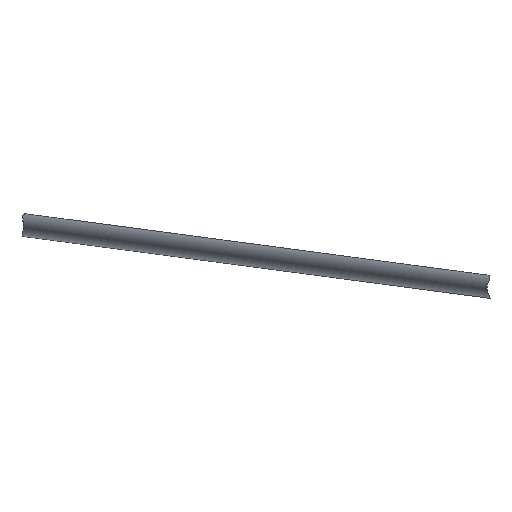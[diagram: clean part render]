
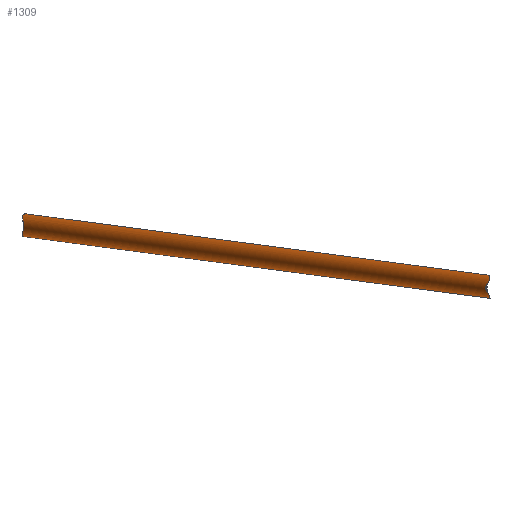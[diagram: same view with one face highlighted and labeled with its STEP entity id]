
A CAD part, left-side view. The second image highlights one B-rep face of the part: STEP entity #1309.
In plain terms, the highlighted cylindrical face has radius 10 mm (diameter 20 mm), a partial arc.
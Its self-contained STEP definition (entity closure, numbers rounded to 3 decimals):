
#761=CARTESIAN_POINT('Vertex',(-672.156,140.621,-68.265)) ;
#765=CARTESIAN_POINT('Control Point',(-672.156,140.621,-68.265)) ;
#766=CARTESIAN_POINT('Control Point',(-672.296,141.339,-68.249)) ;
#767=CARTESIAN_POINT('Control Point',(-672.374,142.064,-68.158)) ;
#768=CARTESIAN_POINT('Control Point',(-672.407,142.777,-68.007)) ;
#769=CARTESIAN_POINT('Vertex',(-672.407,142.777,-68.007)) ;
#884=CARTESIAN_POINT('Vertex',(-680.625,142.689,-50.674)) ;
#917=CARTESIAN_POINT('Control Point',(-680.625,142.689,-50.674)) ;
#918=CARTESIAN_POINT('Control Point',(-681.582,142.633,-51.059)) ;
#919=CARTESIAN_POINT('Control Point',(-682.525,142.567,-51.478)) ;
#920=CARTESIAN_POINT('Control Point',(-683.45,142.493,-51.933)) ;
#921=CARTESIAN_POINT('Control Point',(-684.862,142.367,-52.708)) ;
#922=CARTESIAN_POINT('Control Point',(-686.195,142.234,-53.609)) ;
#923=CARTESIAN_POINT('Control Point',(-686.662,142.186,-53.951)) ;
#924=CARTESIAN_POINT('Control Point',(-687.587,142.086,-54.694)) ;
#925=CARTESIAN_POINT('Control Point',(-688.422,141.99,-55.537)) ;
#926=CARTESIAN_POINT('Control Point',(-688.819,141.943,-55.999)) ;
#927=CARTESIAN_POINT('Control Point',(-689.418,141.869,-56.837)) ;
#928=CARTESIAN_POINT('Control Point',(-689.834,141.814,-57.775)) ;
#929=CARTESIAN_POINT('Control Point',(-689.966,141.795,-58.174)) ;
#930=CARTESIAN_POINT('Control Point',(-690.133,141.769,-58.987)) ;
#931=CARTESIAN_POINT('Control Point',(-690.095,141.766,-59.815)) ;
#932=CARTESIAN_POINT('Control Point',(-690.023,141.771,-60.218)) ;
#933=CARTESIAN_POINT('Control Point',(-689.789,141.791,-60.968)) ;
#934=CARTESIAN_POINT('Control Point',(-689.406,141.829,-61.652)) ;
#935=CARTESIAN_POINT('Control Point',(-689.193,141.85,-61.963)) ;
#936=CARTESIAN_POINT('Control Point',(-688.478,141.923,-62.856)) ;
#937=CARTESIAN_POINT('Control Point',(-687.599,142.012,-63.598)) ;
#938=CARTESIAN_POINT('Control Point',(-686.968,142.076,-64.04)) ;
#939=CARTESIAN_POINT('Control Point',(-685.664,142.203,-64.826)) ;
#940=CARTESIAN_POINT('Control Point',(-684.281,142.329,-65.462)) ;
#941=CARTESIAN_POINT('Control Point',(-683.583,142.39,-65.747)) ;
#942=CARTESIAN_POINT('Control Point',(-681.01,142.602,-66.688)) ;
#943=CARTESIAN_POINT('Control Point',(-678.331,142.768,-67.319)) ;
#944=CARTESIAN_POINT('Control Point',(-676.372,142.846,-67.662)) ;
#945=CARTESIAN_POINT('Control Point',(-674.391,142.868,-67.9)) ;
#946=CARTESIAN_POINT('Control Point',(-672.407,142.777,-68.007)) ;
#978=CARTESIAN_POINT('Control Point',(-680.625,142.689,-50.674)) ;
#979=CARTESIAN_POINT('Control Point',(-679.265,142.047,-49.677)) ;
#980=CARTESIAN_POINT('Control Point',(-677.589,141.564,-49.02)) ;
#981=CARTESIAN_POINT('Control Point',(-675.881,141.175,-48.589)) ;
#982=CARTESIAN_POINT('Control Point',(-674.117,140.835,-48.327)) ;
#983=CARTESIAN_POINT('Control Point',(-672.344,140.512,-48.236)) ;
#984=CARTESIAN_POINT('Vertex',(-672.344,140.512,-48.236)) ;
#1136=CARTESIAN_POINT('Line Origine',(-1025.793,-64.667,-95.478)) ;
#1140=CARTESIAN_POINT('Vertex',(-1372.488,-265.925,-122.156)) ;
#1143=CARTESIAN_POINT('Line Origine',(-1026.942,-65.333,-75.522)) ;
#1147=CARTESIAN_POINT('Vertex',(-1371.824,-265.539,-102.061)) ;
#1230=CARTESIAN_POINT('Vertex',(-1388.771,-265.424,-107.953)) ;
#1232=CARTESIAN_POINT('Vertex',(-1387.939,-265.424,-118.758)) ;
#1236=CARTESIAN_POINT('Control Point',(-1372.488,-265.925,-122.156)) ;
#1237=CARTESIAN_POINT('Control Point',(-1373.472,-266.083,-122.218)) ;
#1238=CARTESIAN_POINT('Control Point',(-1374.459,-266.224,-122.264)) ;
#1239=CARTESIAN_POINT('Control Point',(-1375.449,-266.346,-122.29)) ;
#1240=CARTESIAN_POINT('Control Point',(-1377.487,-266.549,-122.295)) ;
#1241=CARTESIAN_POINT('Control Point',(-1379.529,-266.631,-122.168)) ;
#1242=CARTESIAN_POINT('Control Point',(-1380.576,-266.637,-122.059)) ;
#1243=CARTESIAN_POINT('Control Point',(-1382.849,-266.549,-121.691)) ;
#1244=CARTESIAN_POINT('Control Point',(-1385.01,-266.233,-120.943)) ;
#1245=CARTESIAN_POINT('Control Point',(-1386.126,-265.988,-120.39)) ;
#1246=CARTESIAN_POINT('Control Point',(-1387.114,-265.699,-119.652)) ;
#1247=CARTESIAN_POINT('Control Point',(-1387.939,-265.424,-118.758)) ;
#1250=CARTESIAN_POINT('Control Point',(-1388.771,-265.424,-107.953)) ;
#1251=CARTESIAN_POINT('Control Point',(-1388.32,-265.607,-107.282)) ;
#1252=CARTESIAN_POINT('Control Point',(-1387.787,-265.796,-106.667)) ;
#1253=CARTESIAN_POINT('Control Point',(-1387.181,-265.975,-106.12)) ;
#1254=CARTESIAN_POINT('Control Point',(-1385.495,-266.372,-104.89)) ;
#1255=CARTESIAN_POINT('Control Point',(-1383.545,-266.591,-104.044)) ;
#1256=CARTESIAN_POINT('Control Point',(-1382.306,-266.643,-103.64)) ;
#1257=CARTESIAN_POINT('Control Point',(-1379.484,-266.617,-102.909)) ;
#1258=CARTESIAN_POINT('Control Point',(-1376.611,-266.327,-102.481)) ;
#1259=CARTESIAN_POINT('Control Point',(-1375.012,-266.105,-102.3)) ;
#1260=CARTESIAN_POINT('Control Point',(-1373.416,-265.84,-102.163)) ;
#1261=CARTESIAN_POINT('Control Point',(-1371.824,-265.539,-102.061)) ;
#1274=CARTESIAN_POINT('Axis2P3D Location',(-1026.368,-65.,-85.5)) ;
#1280=CARTESIAN_POINT('Control Point',(-1387.939,-265.424,-118.758)) ;
#1281=CARTESIAN_POINT('Control Point',(-1387.701,-264.955,-118.318)) ;
#1282=CARTESIAN_POINT('Control Point',(-1387.48,-264.509,-117.843)) ;
#1283=CARTESIAN_POINT('Control Point',(-1387.28,-264.094,-117.329)) ;
#1284=CARTESIAN_POINT('Control Point',(-1386.993,-263.475,-116.402)) ;
#1285=CARTESIAN_POINT('Control Point',(-1386.814,-263.027,-115.361)) ;
#1286=CARTESIAN_POINT('Control Point',(-1386.763,-262.88,-114.925)) ;
#1287=CARTESIAN_POINT('Control Point',(-1386.708,-262.665,-114.016)) ;
#1288=CARTESIAN_POINT('Control Point',(-1386.76,-262.63,-113.081)) ;
#1289=CARTESIAN_POINT('Control Point',(-1386.815,-262.663,-112.611)) ;
#1290=CARTESIAN_POINT('Control Point',(-1387.013,-262.856,-111.498)) ;
#1291=CARTESIAN_POINT('Control Point',(-1387.343,-263.293,-110.483)) ;
#1292=CARTESIAN_POINT('Control Point',(-1387.573,-263.616,-109.933)) ;
#1293=CARTESIAN_POINT('Control Point',(-1387.945,-264.16,-109.19)) ;
#1294=CARTESIAN_POINT('Control Point',(-1388.354,-264.782,-108.536)) ;
#1295=CARTESIAN_POINT('Control Point',(-1388.49,-264.99,-108.333)) ;
#1296=CARTESIAN_POINT('Control Point',(-1388.629,-265.204,-108.139)) ;
#1297=CARTESIAN_POINT('Control Point',(-1388.771,-265.424,-107.953)) ;
#1137=DIRECTION('Vector Direction',(0.863,0.501,0.066)) ;
#1144=DIRECTION('Vector Direction',(0.863,0.501,0.066)) ;
#1275=DIRECTION('Axis2P3D Direction',(0.863,0.501,0.066)) ;
#1276=DIRECTION('Axis2P3D XDirection',(0.057,0.033,-0.998)) ;
#1277=AXIS2_PLACEMENT_3D('Cylinder Axis2P3D',#1274,#1275,#1276) ;
#1300=ORIENTED_EDGE('',*,*,#1262,.T.) ;
#1301=ORIENTED_EDGE('',*,*,#1149,.T.) ;
#1302=ORIENTED_EDGE('',*,*,#986,.F.) ;
#1303=ORIENTED_EDGE('',*,*,#947,.T.) ;
#1304=ORIENTED_EDGE('',*,*,#771,.F.) ;
#1305=ORIENTED_EDGE('',*,*,#1142,.F.) ;
#1306=ORIENTED_EDGE('',*,*,#1248,.T.) ;
#1307=ORIENTED_EDGE('',*,*,#1298,.T.) ;
#1138=VECTOR('Line Direction',#1137,1.) ;
#1145=VECTOR('Line Direction',#1144,1.) ;
#1309=ADVANCED_FACE('Corps principal',(#1308),#1278,.T.) ;
#764=B_SPLINE_CURVE_WITH_KNOTS('',3,(#765,#766,#767,#768),.UNSPECIFIED.,.F.,.U.,(4,4),(0.,3.192),.UNSPECIFIED.) ;
#916=B_SPLINE_CURVE_WITH_KNOTS('',5,(#917,#918,#919,#920,#921,#922,#923,#924,#925,#926,#927,#928,#929,#930,#931,#932,#933,#934,#935,#936,#937,#938,#939,#940,#941,#942,#943,#944,#945,#946),.UNSPECIFIED.,.F.,.U.,(6,3,3,3,3,3,3,3,3,6),(16.515,23.818,27.925,32.221,35.168,38.041,40.692,46.13,51.48,65.548),.UNSPECIFIED.) ;
#977=B_SPLINE_CURVE_WITH_KNOTS('',5,(#978,#979,#980,#981,#982,#983),.UNSPECIFIED.,.F.,.U.,(6,6),(30.196,42.957),.UNSPECIFIED.) ;
#1235=B_SPLINE_CURVE_WITH_KNOTS('',5,(#1236,#1237,#1238,#1239,#1240,#1241,#1242,#1243,#1244,#1245,#1246,#1247),.UNSPECIFIED.,.F.,.U.,(6,3,3,6),(0.,7.056,14.465,23.285),.UNSPECIFIED.) ;
#1249=B_SPLINE_CURVE_WITH_KNOTS('',5,(#1250,#1251,#1252,#1253,#1254,#1255,#1256,#1257,#1258,#1259,#1260,#1261),.UNSPECIFIED.,.F.,.U.,(6,3,3,6),(39.946,45.808,54.906,66.384),.UNSPECIFIED.) ;
#1279=B_SPLINE_CURVE_WITH_KNOTS('',5,(#1280,#1281,#1282,#1283,#1284,#1285,#1286,#1287,#1288,#1289,#1290,#1291,#1292,#1293,#1294,#1295,#1296,#1297),.UNSPECIFIED.,.F.,.U.,(6,3,3,3,3,6),(2.385,7.22,10.467,13.799,18.529,20.797),.UNSPECIFIED.) ;
#1278=CYLINDRICAL_SURFACE('generated cylinder',#1277,10.) ;
#771=EDGE_CURVE('',#762,#770,#764,.T.) ;
#947=EDGE_CURVE('',#885,#770,#916,.T.) ;
#986=EDGE_CURVE('',#885,#985,#977,.T.) ;
#1142=EDGE_CURVE('',#1141,#762,#1139,.T.) ;
#1149=EDGE_CURVE('',#1148,#985,#1146,.T.) ;
#1248=EDGE_CURVE('',#1141,#1233,#1235,.T.) ;
#1262=EDGE_CURVE('',#1231,#1148,#1249,.T.) ;
#1298=EDGE_CURVE('',#1233,#1231,#1279,.T.) ;
#1299=EDGE_LOOP('',(#1300,#1301,#1302,#1303,#1304,#1305,#1306,#1307)) ;
#1308=FACE_OUTER_BOUND('',#1299,.T.) ;
#1139=LINE('Line',#1136,#1138) ;
#1146=LINE('Line',#1143,#1145) ;
#762=VERTEX_POINT('',#761) ;
#770=VERTEX_POINT('',#769) ;
#885=VERTEX_POINT('',#884) ;
#985=VERTEX_POINT('',#984) ;
#1141=VERTEX_POINT('',#1140) ;
#1148=VERTEX_POINT('',#1147) ;
#1231=VERTEX_POINT('',#1230) ;
#1233=VERTEX_POINT('',#1232) ;
